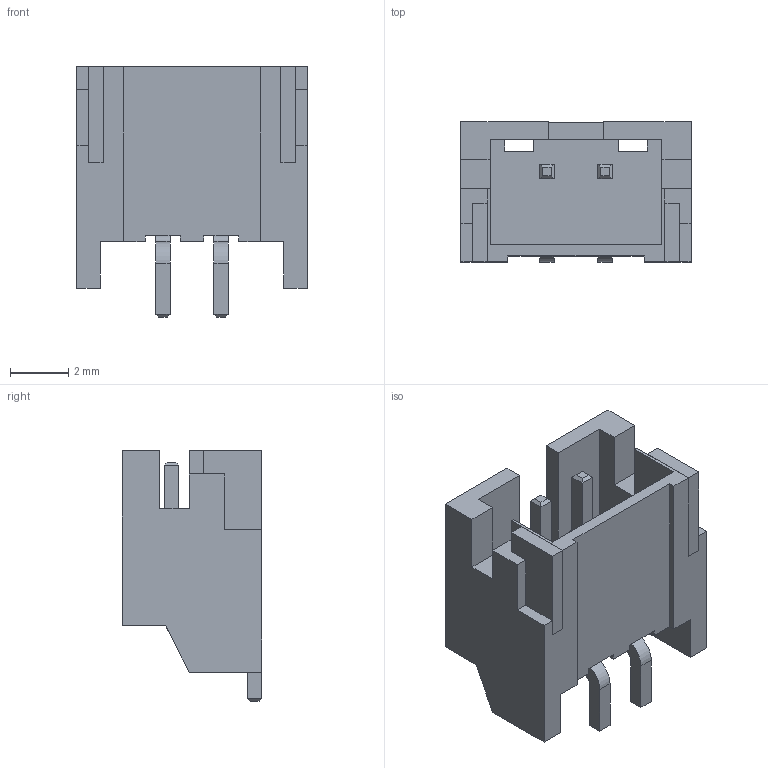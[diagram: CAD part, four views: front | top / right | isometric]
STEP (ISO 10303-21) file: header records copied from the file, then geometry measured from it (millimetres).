
FILE_DESCRIPTION(('FreeCAD Model'),'2;1');
FILE_NAME('JST-PH.step','2020-06-10T18:17:30',( 'Author'),(''),'Open CASCADE STEP processor 7.3','FreeCAD','Unknown' );
FILE_SCHEMA(('AUTOMOTIVE_DESIGN { 1 0 10303 214 1 1 1 1 }'));
Length unit declared in the file: millimetre
Products named in the file (6): S3B-PH-SM4-TB_v013; S3B-PH-SM4-TB_v8; S3B-PH-SM4-TB_v009; S3B-PH-SM4-TB_v010; S3B-PH-SM4-TB_v011; S3B-PH-SM4-TB_v012
Assembly tree (5 placements, depth 2):
  S3B-PH-SM4-TB_v013
    S3B-PH-SM4-TB_v8
    S3B-PH-SM4-TB_v009
    S3B-PH-SM4-TB_v010
    S3B-PH-SM4-TB_v011
    S3B-PH-SM4-TB_v012
Bounding box: 7.9 x 4.8 x 8.6 mm (x, y, z)
Volume: 101.6 mm3; surface area: 431.3 mm2
Topology: 5 solids, 5 shells, 126 faces, 344 edges, 224 vertices
Faces by surface type: plane 118, cylinder 8
Entity records: 8552 total; most frequent: CARTESIAN_POINT 1436, DIRECTION 1304, LINE 1000, VECTOR 1000, ORIENTED_EDGE 688, PCURVE 688, DEFINITIONAL_REPRESENTATION 688, EDGE_CURVE 344
